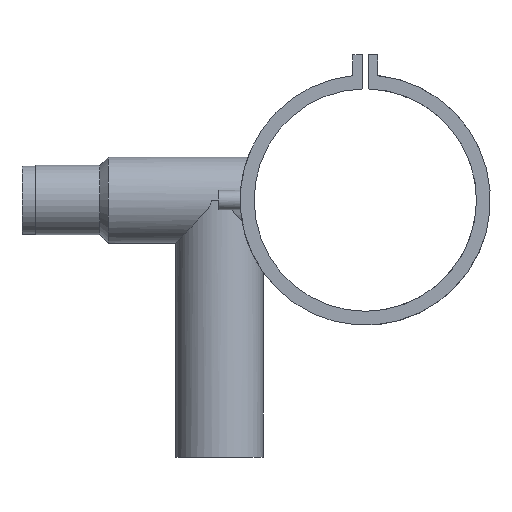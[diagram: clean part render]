
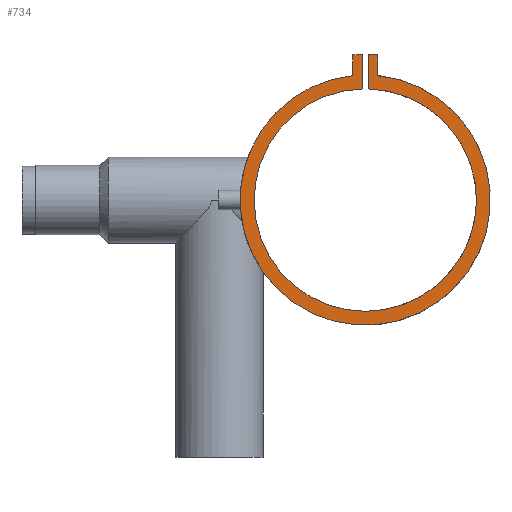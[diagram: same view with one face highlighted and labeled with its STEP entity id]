
A CAD part, left-side view. The second image highlights one B-rep face of the part: STEP entity #734.
In plain terms, the highlighted planar face has unit normal (-1, 0, 0).
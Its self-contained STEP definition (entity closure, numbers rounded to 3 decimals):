
#18 = EDGE_CURVE ( 'NONE', #1925, #136, #2007, .T. ) ;
#57 = VECTOR ( 'NONE', #2139, 1000. ) ;
#80 = ORIENTED_EDGE ( 'NONE', *, *, #420, .F. ) ;
#108 = CARTESIAN_POINT ( 'NONE',  ( -69., 2., 104.549 ) ) ;
#112 = DIRECTION ( 'NONE',  ( 0., 0., -1. ) ) ;
#129 = CARTESIAN_POINT ( 'NONE',  ( -69., 9., 104.549 ) ) ;
#136 = VERTEX_POINT ( 'NONE', #1219 ) ;
#181 = DIRECTION ( 'NONE',  ( 0., 0., 1. ) ) ;
#185 = EDGE_CURVE ( 'NONE', #670, #389, #1246, .T. ) ;
#186 = DIRECTION ( 'NONE',  ( -1., 0., 0. ) ) ;
#253 = CARTESIAN_POINT ( 'NONE',  ( -69., 2., 79.975 ) ) ;
#257 = DIRECTION ( 'NONE',  ( 0., -1., 0. ) ) ;
#262 = VECTOR ( 'NONE', #578, 1000. ) ;
#301 = ORIENTED_EDGE ( 'NONE', *, *, #185, .F. ) ;
#327 = PLANE ( 'NONE',  #691 ) ;
#389 = VERTEX_POINT ( 'NONE', #2535 ) ;
#420 = EDGE_CURVE ( 'NONE', #1761, #1925, #1131, .T. ) ;
#453 = VERTEX_POINT ( 'NONE', #1616 ) ;
#456 = ORIENTED_EDGE ( 'NONE', *, *, #2523, .F. ) ;
#502 = LINE ( 'NONE', #1351, #57 ) ;
#568 = EDGE_CURVE ( 'NONE', #2023, #670, #919, .T. ) ;
#578 = DIRECTION ( 'NONE',  ( 0., -1., 0. ) ) ;
#650 = EDGE_CURVE ( 'NONE', #389, #453, #1319, .T. ) ;
#670 = VERTEX_POINT ( 'NONE', #2146 ) ;
#673 = LINE ( 'NONE', #1514, #709 ) ;
#691 = AXIS2_PLACEMENT_3D ( 'NONE', #1180, #1991, #112 ) ;
#709 = VECTOR ( 'NONE', #2284, 1000. ) ;
#734 = ADVANCED_FACE ( 'NONE', ( #2171 ), #327, .F. ) ;
#769 = ORIENTED_EDGE ( 'NONE', *, *, #2301, .F. ) ;
#862 = VECTOR ( 'NONE', #257, 1000. ) ;
#885 = ORIENTED_EDGE ( 'NONE', *, *, #650, .F. ) ;
#917 = AXIS2_PLACEMENT_3D ( 'NONE', #2054, #186, #1044 ) ;
#919 = CIRCLE ( 'NONE', #917, 80. ) ;
#977 = CARTESIAN_POINT ( 'NONE',  ( -69., 0., 0. ) ) ;
#988 = DIRECTION ( 'NONE',  ( 0., 0., 1. ) ) ;
#1044 = DIRECTION ( 'NONE',  ( 0., 0., -1. ) ) ;
#1103 = AXIS2_PLACEMENT_3D ( 'NONE', #977, #1805, #2547 ) ;
#1131 = CIRCLE ( 'NONE', #1103, 90. ) ;
#1180 = CARTESIAN_POINT ( 'NONE',  ( -69., 0., 0. ) ) ;
#1214 = EDGE_CURVE ( 'NONE', #453, #1761, #502, .T. ) ;
#1219 = CARTESIAN_POINT ( 'NONE',  ( -69., 9., 104.549 ) ) ;
#1246 = LINE ( 'NONE', #2050, #1447 ) ;
#1319 = LINE ( 'NONE', #2112, #862 ) ;
#1351 = CARTESIAN_POINT ( 'NONE',  ( -69., -9., 104.549 ) ) ;
#1447 = VECTOR ( 'NONE', #181, 1000. ) ;
#1514 = CARTESIAN_POINT ( 'NONE',  ( -69., 2., 104.549 ) ) ;
#1555 = ORIENTED_EDGE ( 'NONE', *, *, #1214, .F. ) ;
#1616 = CARTESIAN_POINT ( 'NONE',  ( -69., -9., 104.549 ) ) ;
#1623 = LINE ( 'NONE', #2383, #262 ) ;
#1761 = VERTEX_POINT ( 'NONE', #2561 ) ;
#1805 = DIRECTION ( 'NONE',  ( 1., 0., 0. ) ) ;
#1906 = VECTOR ( 'NONE', #988, 1000. ) ;
#1925 = VERTEX_POINT ( 'NONE', #2247 ) ;
#1991 = DIRECTION ( 'NONE',  ( 1., 0., 0. ) ) ;
#2007 = LINE ( 'NONE', #129, #1906 ) ;
#2023 = VERTEX_POINT ( 'NONE', #253 ) ;
#2050 = CARTESIAN_POINT ( 'NONE',  ( -69., -2., 104.549 ) ) ;
#2054 = CARTESIAN_POINT ( 'NONE',  ( -69., 0., 0. ) ) ;
#2112 = CARTESIAN_POINT ( 'NONE',  ( -69., -2., 104.549 ) ) ;
#2139 = DIRECTION ( 'NONE',  ( 0., 0., -1. ) ) ;
#2146 = CARTESIAN_POINT ( 'NONE',  ( -69., -2., 79.975 ) ) ;
#2171 = FACE_OUTER_BOUND ( 'NONE', #2276, .T. ) ;
#2247 = CARTESIAN_POINT ( 'NONE',  ( -69., 9., 89.549 ) ) ;
#2276 = EDGE_LOOP ( 'NONE', ( #80, #1555, #885, #301, #2577, #456, #769, #2381 ) ) ;
#2284 = DIRECTION ( 'NONE',  ( 0., 0., -1. ) ) ;
#2288 = VERTEX_POINT ( 'NONE', #108 ) ;
#2301 = EDGE_CURVE ( 'NONE', #136, #2288, #1623, .T. ) ;
#2381 = ORIENTED_EDGE ( 'NONE', *, *, #18, .F. ) ;
#2383 = CARTESIAN_POINT ( 'NONE',  ( -69., 9., 104.549 ) ) ;
#2523 = EDGE_CURVE ( 'NONE', #2288, #2023, #673, .T. ) ;
#2535 = CARTESIAN_POINT ( 'NONE',  ( -69., -2., 104.549 ) ) ;
#2547 = DIRECTION ( 'NONE',  ( 0., 0., -1. ) ) ;
#2561 = CARTESIAN_POINT ( 'NONE',  ( -69., -9., 89.549 ) ) ;
#2577 = ORIENTED_EDGE ( 'NONE', *, *, #568, .F. ) ;
